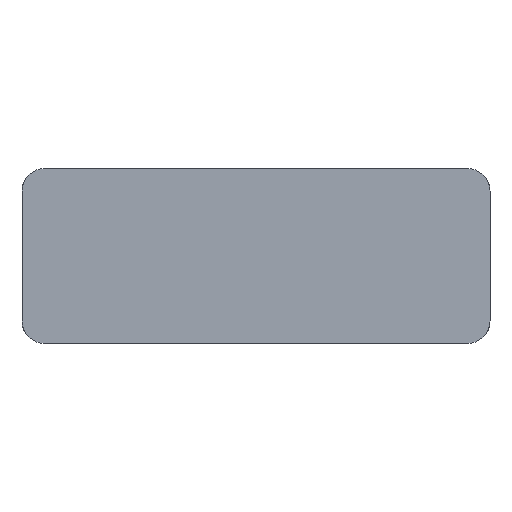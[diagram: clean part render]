
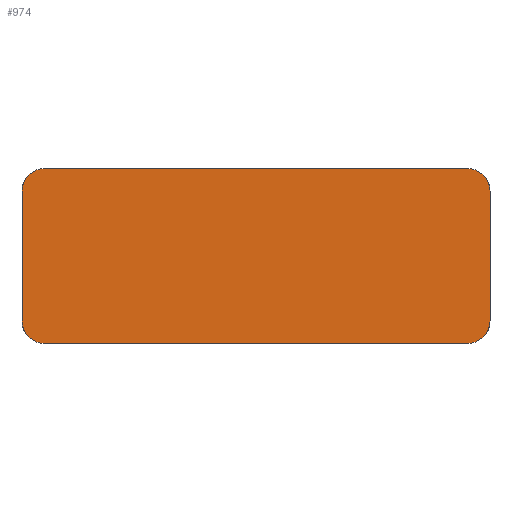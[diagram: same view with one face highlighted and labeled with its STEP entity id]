
A CAD part, front view. The second image highlights one B-rep face of the part: STEP entity #974.
In plain terms, the highlighted planar face has unit normal (0, -1, 0).
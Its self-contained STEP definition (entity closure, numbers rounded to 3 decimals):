
#23 = VECTOR ( 'NONE', #834, 1000. ) ;
#58 = CARTESIAN_POINT ( 'NONE',  ( -22., -1., 9.1 ) ) ;
#63 = VERTEX_POINT ( 'NONE', #236 ) ;
#66 = LINE ( 'NONE', #483, #1772 ) ;
#83 = VERTEX_POINT ( 'NONE', #506 ) ;
#102 = CARTESIAN_POINT ( 'NONE',  ( 0., -1., 0. ) ) ;
#121 = DIRECTION ( 'NONE',  ( 1., 0., 0. ) ) ;
#128 = FACE_OUTER_BOUND ( 'NONE', #623, .T. ) ;
#145 = CARTESIAN_POINT ( 'NONE',  ( 24.35, -1., 6.75 ) ) ;
#151 = LINE ( 'NONE', #966, #23 ) ;
#170 = CIRCLE ( 'NONE', #827, 2.35 ) ;
#176 = ORIENTED_EDGE ( 'NONE', *, *, #1151, .T. ) ;
#179 = ORIENTED_EDGE ( 'NONE', *, *, #1159, .T. ) ;
#187 = VERTEX_POINT ( 'NONE', #145 ) ;
#199 = CIRCLE ( 'NONE', #1055, 2.35 ) ;
#220 = DIRECTION ( 'NONE',  ( 0., 0., 1. ) ) ;
#236 = CARTESIAN_POINT ( 'NONE',  ( -24.35, -1., -6.75 ) ) ;
#242 = CARTESIAN_POINT ( 'NONE',  ( -24.35, -1., 6.75 ) ) ;
#247 = VERTEX_POINT ( 'NONE', #579 ) ;
#271 = VERTEX_POINT ( 'NONE', #1697 ) ;
#287 = DIRECTION ( 'NONE',  ( 0., 0., -1. ) ) ;
#315 = ORIENTED_EDGE ( 'NONE', *, *, #1724, .F. ) ;
#377 = CARTESIAN_POINT ( 'NONE',  ( -22., -1., -6.75 ) ) ;
#391 = DIRECTION ( 'NONE',  ( 0., 0., 1. ) ) ;
#441 = DIRECTION ( 'NONE',  ( 0., -1., 0. ) ) ;
#465 = CARTESIAN_POINT ( 'NONE',  ( -22., -1., -9.1 ) ) ;
#483 = CARTESIAN_POINT ( 'NONE',  ( 0., -1., -9.1 ) ) ;
#506 = CARTESIAN_POINT ( 'NONE',  ( 24.35, -1., -6.75 ) ) ;
#547 = ORIENTED_EDGE ( 'NONE', *, *, #908, .T. ) ;
#579 = CARTESIAN_POINT ( 'NONE',  ( 22., -1., -9.1 ) ) ;
#584 = EDGE_CURVE ( 'NONE', #1557, #63, #1766, .T. ) ;
#593 = CARTESIAN_POINT ( 'NONE',  ( -22., -1., 6.75 ) ) ;
#623 = EDGE_LOOP ( 'NONE', ( #1302, #1411, #547, #176, #1771, #315, #179, #688 ) ) ;
#652 = DIRECTION ( 'NONE',  ( 0., 1., 0. ) ) ;
#677 = VERTEX_POINT ( 'NONE', #465 ) ;
#688 = ORIENTED_EDGE ( 'NONE', *, *, #962, .F. ) ;
#715 = EDGE_CURVE ( 'NONE', #247, #83, #1770, .T. ) ;
#727 = DIRECTION ( 'NONE',  ( 0., 0., 1. ) ) ;
#753 = CARTESIAN_POINT ( 'NONE',  ( 22., -1., 6.75 ) ) ;
#827 = AXIS2_PLACEMENT_3D ( 'NONE', #753, #893, #220 ) ;
#834 = DIRECTION ( 'NONE',  ( 0., 0., -1. ) ) ;
#883 = DIRECTION ( 'NONE',  ( 1., 0., 0. ) ) ;
#893 = DIRECTION ( 'NONE',  ( 0., -1., 0. ) ) ;
#908 = EDGE_CURVE ( 'NONE', #63, #677, #1052, .T. ) ;
#910 = VECTOR ( 'NONE', #287, 1000. ) ;
#929 = CARTESIAN_POINT ( 'NONE',  ( 0., -1., 9.1 ) ) ;
#962 = EDGE_CURVE ( 'NONE', #1199, #271, #1467, .T. ) ;
#966 = CARTESIAN_POINT ( 'NONE',  ( 24.35, -1., 0. ) ) ;
#967 = AXIS2_PLACEMENT_3D ( 'NONE', #102, #652, #1749 ) ;
#974 = ADVANCED_FACE ( 'NONE', ( #128 ), #1089, .F. ) ;
#984 = DIRECTION ( 'NONE',  ( 0., -1., 0. ) ) ;
#1021 = AXIS2_PLACEMENT_3D ( 'NONE', #1541, #441, #727 ) ;
#1052 = CIRCLE ( 'NONE', #1570, 2.35 ) ;
#1055 = AXIS2_PLACEMENT_3D ( 'NONE', #593, #984, #1139 ) ;
#1082 = CARTESIAN_POINT ( 'NONE',  ( -24.35, -1., 0. ) ) ;
#1089 = PLANE ( 'NONE',  #967 ) ;
#1139 = DIRECTION ( 'NONE',  ( 0., 0., 1. ) ) ;
#1151 = EDGE_CURVE ( 'NONE', #677, #247, #66, .T. ) ;
#1159 = EDGE_CURVE ( 'NONE', #187, #271, #170, .T. ) ;
#1199 = VERTEX_POINT ( 'NONE', #58 ) ;
#1238 = DIRECTION ( 'NONE',  ( 0., -1., 0. ) ) ;
#1286 = VECTOR ( 'NONE', #121, 1000. ) ;
#1302 = ORIENTED_EDGE ( 'NONE', *, *, #1460, .T. ) ;
#1411 = ORIENTED_EDGE ( 'NONE', *, *, #584, .T. ) ;
#1460 = EDGE_CURVE ( 'NONE', #1199, #1557, #199, .T. ) ;
#1467 = LINE ( 'NONE', #929, #1286 ) ;
#1541 = CARTESIAN_POINT ( 'NONE',  ( 22., -1., -6.75 ) ) ;
#1557 = VERTEX_POINT ( 'NONE', #242 ) ;
#1570 = AXIS2_PLACEMENT_3D ( 'NONE', #377, #1238, #391 ) ;
#1697 = CARTESIAN_POINT ( 'NONE',  ( 22., -1., 9.1 ) ) ;
#1724 = EDGE_CURVE ( 'NONE', #187, #83, #151, .T. ) ;
#1749 = DIRECTION ( 'NONE',  ( 0., 0., 1. ) ) ;
#1766 = LINE ( 'NONE', #1082, #910 ) ;
#1770 = CIRCLE ( 'NONE', #1021, 2.35 ) ;
#1771 = ORIENTED_EDGE ( 'NONE', *, *, #715, .T. ) ;
#1772 = VECTOR ( 'NONE', #883, 1000. ) ;
